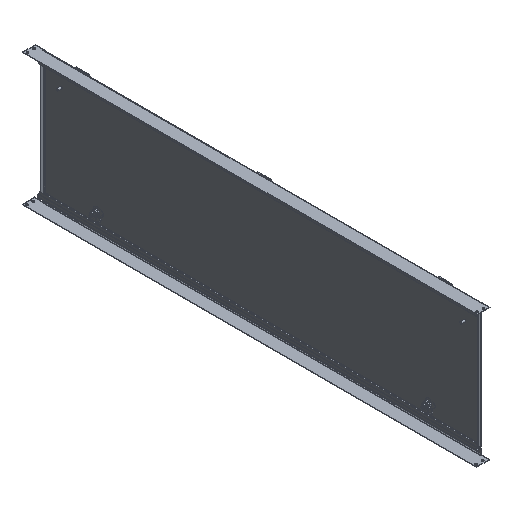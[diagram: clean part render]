
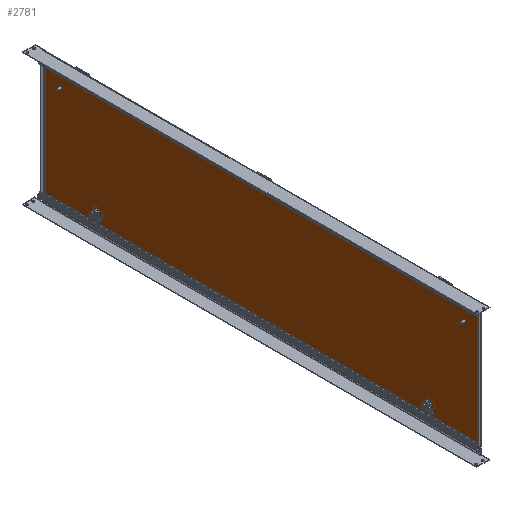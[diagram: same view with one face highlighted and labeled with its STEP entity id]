
A CAD part, isometric view. The second image highlights one B-rep face of the part: STEP entity #2781.
In plain terms, the highlighted planar face has unit normal (-1, 0, 0).
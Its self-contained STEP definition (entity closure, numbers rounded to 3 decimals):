
#899=FACE_BOUND('',#5487,.T.);
#900=FACE_BOUND('',#5488,.T.);
#901=FACE_BOUND('',#5489,.T.);
#902=FACE_BOUND('',#5490,.T.);
#903=FACE_BOUND('',#5491,.T.);
#904=FACE_BOUND('',#5492,.T.);
#905=FACE_BOUND('',#5493,.T.);
#906=FACE_BOUND('',#5494,.T.);
#907=FACE_BOUND('',#5495,.T.);
#2781=ADVANCED_FACE('F68',(#899,#900,#901,#902,#903,#904,#905,#906,#907),
#3616,.T.);
#3616=PLANE('',#19285);
#5487=EDGE_LOOP('',(#9346,#9347,#9348,#9349));
#5488=EDGE_LOOP('',(#9350));
#5489=EDGE_LOOP('',(#9351));
#5490=EDGE_LOOP('',(#9352));
#5491=EDGE_LOOP('',(#9353));
#5492=EDGE_LOOP('',(#9354));
#5493=EDGE_LOOP('',(#9355));
#5494=EDGE_LOOP('',(#9356,#9357,#9358,#9359,#9360,#9361,#9362,#9363));
#5495=EDGE_LOOP('',(#9364,#9365,#9366,#9367,#9368,#9369,#9370,#9371));
#6251=CIRCLE('',#19214,11.25);
#6253=CIRCLE('',#19218,11.25);
#6255=CIRCLE('',#19222,11.25);
#6257=CIRCLE('',#19226,11.25);
#6259=CIRCLE('',#19229,11.25);
#6261=CIRCLE('',#19233,11.25);
#6263=CIRCLE('',#19237,11.25);
#6265=CIRCLE('',#19241,11.25);
#6267=CIRCLE('',#19245,3.5);
#6269=CIRCLE('',#19248,3.5);
#6271=CIRCLE('',#19251,3.5);
#6273=CIRCLE('',#19254,3.5);
#6275=CIRCLE('',#19257,3.5);
#6277=CIRCLE('',#19260,3.5);
#9346=ORIENTED_EDGE('',*,*,#14509,.T.);
#9347=ORIENTED_EDGE('',*,*,#14691,.T.);
#9348=ORIENTED_EDGE('',*,*,#14513,.T.);
#9349=ORIENTED_EDGE('',*,*,#14545,.T.);
#9350=ORIENTED_EDGE('',*,*,#14659,.F.);
#9351=ORIENTED_EDGE('',*,*,#14656,.F.);
#9352=ORIENTED_EDGE('',*,*,#14653,.F.);
#9353=ORIENTED_EDGE('',*,*,#14650,.F.);
#9354=ORIENTED_EDGE('',*,*,#14647,.F.);
#9355=ORIENTED_EDGE('',*,*,#14644,.F.);
#9356=ORIENTED_EDGE('',*,*,#14621,.F.);
#9357=ORIENTED_EDGE('',*,*,#14624,.F.);
#9358=ORIENTED_EDGE('',*,*,#14627,.F.);
#9359=ORIENTED_EDGE('',*,*,#14630,.F.);
#9360=ORIENTED_EDGE('',*,*,#14633,.F.);
#9361=ORIENTED_EDGE('',*,*,#14636,.F.);
#9362=ORIENTED_EDGE('',*,*,#14639,.F.);
#9363=ORIENTED_EDGE('',*,*,#14641,.F.);
#9364=ORIENTED_EDGE('',*,*,#14597,.F.);
#9365=ORIENTED_EDGE('',*,*,#14600,.F.);
#9366=ORIENTED_EDGE('',*,*,#14603,.F.);
#9367=ORIENTED_EDGE('',*,*,#14606,.F.);
#9368=ORIENTED_EDGE('',*,*,#14609,.F.);
#9369=ORIENTED_EDGE('',*,*,#14612,.F.);
#9370=ORIENTED_EDGE('',*,*,#14615,.F.);
#9371=ORIENTED_EDGE('',*,*,#14617,.F.);
#12394=VERTEX_POINT('',#27640);
#12395=VERTEX_POINT('',#27642);
#12398=VERTEX_POINT('',#27649);
#12399=VERTEX_POINT('',#27651);
#12461=VERTEX_POINT('',#27823);
#12464=VERTEX_POINT('',#27828);
#12466=VERTEX_POINT('',#27834);
#12468=VERTEX_POINT('',#27840);
#12470=VERTEX_POINT('',#27846);
#12472=VERTEX_POINT('',#27852);
#12474=VERTEX_POINT('',#27858);
#12476=VERTEX_POINT('',#27864);
#12477=VERTEX_POINT('',#27871);
#12480=VERTEX_POINT('',#27876);
#12482=VERTEX_POINT('',#27882);
#12484=VERTEX_POINT('',#27888);
#12486=VERTEX_POINT('',#27894);
#12488=VERTEX_POINT('',#27900);
#12490=VERTEX_POINT('',#27906);
#12492=VERTEX_POINT('',#27912);
#12494=VERTEX_POINT('',#27921);
#12496=VERTEX_POINT('',#27927);
#12498=VERTEX_POINT('',#27933);
#12500=VERTEX_POINT('',#27939);
#12502=VERTEX_POINT('',#27945);
#12504=VERTEX_POINT('',#27951);
#14509=EDGE_CURVE('E201',#12395,#12394,#16559,.T.);
#14513=EDGE_CURVE('E203',#12399,#12398,#16562,.T.);
#14545=EDGE_CURVE('E204',#12398,#12395,#16586,.T.);
#14597=EDGE_CURVE('E108',#12464,#12461,#16624,.T.);
#14600=EDGE_CURVE('E111',#12466,#12464,#6251,.T.);
#14603=EDGE_CURVE('E114',#12468,#12466,#16628,.T.);
#14606=EDGE_CURVE('E117',#12470,#12468,#6253,.T.);
#14609=EDGE_CURVE('E120',#12472,#12470,#16632,.T.);
#14612=EDGE_CURVE('E123',#12474,#12472,#6255,.T.);
#14615=EDGE_CURVE('E126',#12476,#12474,#16636,.T.);
#14617=EDGE_CURVE('E128',#12461,#12476,#6257,.T.);
#14621=EDGE_CURVE('E84',#12480,#12477,#6259,.T.);
#14624=EDGE_CURVE('E87',#12482,#12480,#16641,.T.);
#14627=EDGE_CURVE('E90',#12484,#12482,#6261,.T.);
#14630=EDGE_CURVE('E93',#12486,#12484,#16645,.T.);
#14633=EDGE_CURVE('E96',#12488,#12486,#6263,.T.);
#14636=EDGE_CURVE('E99',#12490,#12488,#16649,.T.);
#14639=EDGE_CURVE('E102',#12492,#12490,#6265,.T.);
#14641=EDGE_CURVE('E104',#12477,#12492,#16652,.T.);
#14644=EDGE_CURVE('E80',#12494,#12494,#6267,.T.);
#14647=EDGE_CURVE('E77',#12496,#12496,#6269,.T.);
#14650=EDGE_CURVE('E74',#12498,#12498,#6271,.T.);
#14653=EDGE_CURVE('E71',#12500,#12500,#6273,.T.);
#14656=EDGE_CURVE('E68',#12502,#12502,#6275,.T.);
#14659=EDGE_CURVE('E65',#12504,#12504,#6277,.T.);
#14691=EDGE_CURVE('E202',#12394,#12399,#16683,.T.);
#16559=LINE('',#27641,#17820);
#16562=LINE('',#27650,#17823);
#16586=LINE('',#27713,#17847);
#16624=LINE('',#27829,#17885);
#16628=LINE('',#27841,#17889);
#16632=LINE('',#27853,#17893);
#16636=LINE('',#27865,#17897);
#16641=LINE('',#27883,#17902);
#16645=LINE('',#27895,#17906);
#16649=LINE('',#27907,#17910);
#16652=LINE('',#27916,#17913);
#16683=LINE('',#28013,#17944);
#17820=VECTOR('',#22264,1.);
#17823=VECTOR('',#22271,1.);
#17847=VECTOR('',#22321,1.);
#17885=VECTOR('',#22407,1.);
#17889=VECTOR('',#22419,1.);
#17893=VECTOR('',#22431,1.);
#17897=VECTOR('',#22443,1.);
#17902=VECTOR('',#22462,1.);
#17906=VECTOR('',#22474,1.);
#17910=VECTOR('',#22486,1.);
#17913=VECTOR('',#22497,1.);
#17944=VECTOR('',#22612,1.);
#19214=AXIS2_PLACEMENT_3D('',#27835,#22413,#22414);
#19218=AXIS2_PLACEMENT_3D('',#27847,#22425,#22426);
#19222=AXIS2_PLACEMENT_3D('',#27859,#22437,#22438);
#19226=AXIS2_PLACEMENT_3D('',#27868,#22448,#22449);
#19229=AXIS2_PLACEMENT_3D('',#27877,#22456,#22457);
#19233=AXIS2_PLACEMENT_3D('',#27889,#22468,#22469);
#19237=AXIS2_PLACEMENT_3D('',#27901,#22480,#22481);
#19241=AXIS2_PLACEMENT_3D('',#27913,#22492,#22493);
#19245=AXIS2_PLACEMENT_3D('',#27922,#22503,#22504);
#19248=AXIS2_PLACEMENT_3D('',#27928,#22510,#22511);
#19251=AXIS2_PLACEMENT_3D('',#27934,#22517,#22518);
#19254=AXIS2_PLACEMENT_3D('',#27940,#22524,#22525);
#19257=AXIS2_PLACEMENT_3D('',#27946,#22531,#22532);
#19260=AXIS2_PLACEMENT_3D('',#27952,#22538,#22539);
#19285=AXIS2_PLACEMENT_3D('',#28014,#22613,#22614);
#22264=DIRECTION('',(0.,0.,1.));
#22271=DIRECTION('',(0.,0.,-1.));
#22321=DIRECTION('',(0.,-1.,0.));
#22407=DIRECTION('',(0.,0.,1.));
#22413=DIRECTION('',(-1.,0.,0.));
#22414=DIRECTION('',(0.,0.,1.));
#22419=DIRECTION('',(0.,-1.,0.));
#22425=DIRECTION('',(-1.,0.,0.));
#22426=DIRECTION('',(0.,0.,1.));
#22431=DIRECTION('',(0.,0.,-1.));
#22437=DIRECTION('',(-1.,0.,0.));
#22438=DIRECTION('',(0.,-1.,0.));
#22443=DIRECTION('',(0.,1.,0.));
#22448=DIRECTION('',(-1.,0.,0.));
#22449=DIRECTION('',(0.,0.,1.));
#22456=DIRECTION('',(-1.,0.,0.));
#22457=DIRECTION('',(0.,0.,1.));
#22462=DIRECTION('',(0.,-1.,0.));
#22468=DIRECTION('',(-1.,0.,0.));
#22469=DIRECTION('',(0.,0.,1.));
#22474=DIRECTION('',(0.,0.,-1.));
#22480=DIRECTION('',(-1.,0.,0.));
#22481=DIRECTION('',(0.,0.,1.));
#22486=DIRECTION('',(0.,1.,0.));
#22492=DIRECTION('',(-1.,0.,0.));
#22493=DIRECTION('',(0.,0.,1.));
#22497=DIRECTION('',(0.,0.,1.));
#22503=DIRECTION('',(-1.,0.,0.));
#22504=DIRECTION('',(0.,0.,1.));
#22510=DIRECTION('',(-1.,0.,0.));
#22511=DIRECTION('',(0.,0.,1.));
#22517=DIRECTION('',(-1.,0.,0.));
#22518=DIRECTION('',(0.,0.,1.));
#22524=DIRECTION('',(-1.,0.,0.));
#22525=DIRECTION('',(0.,0.,1.));
#22531=DIRECTION('',(-1.,0.,0.));
#22532=DIRECTION('',(0.,0.,1.));
#22538=DIRECTION('',(-1.,0.,0.));
#22539=DIRECTION('',(0.,0.,1.));
#22612=DIRECTION('',(0.,1.,0.));
#22613=DIRECTION('',(-1.,0.,0.));
#22614=DIRECTION('',(0.,0.,-1.));
#27640=CARTESIAN_POINT('',(537.169,-2364.256,-223.627));
#27641=CARTESIAN_POINT('',(537.169,-2364.256,-199.627));
#27642=CARTESIAN_POINT('',(537.169,-2364.256,-670.627));
#27649=CARTESIAN_POINT('',(537.169,-681.256,-670.627));
#27650=CARTESIAN_POINT('',(537.169,-681.256,-692.977));
#27651=CARTESIAN_POINT('',(537.169,-681.256,-223.627));
#27713=CARTESIAN_POINT('',(537.169,-2558.406,-670.627));
#27823=CARTESIAN_POINT('',(537.169,-2172.806,-628.071));
#27828=CARTESIAN_POINT('',(537.169,-2172.806,-638.183));
#27829=CARTESIAN_POINT('',(537.169,-2172.806,-633.127));
#27834=CARTESIAN_POINT('',(537.169,-2167.812,-643.177));
#27835=CARTESIAN_POINT('',(537.169,-2162.756,-633.127));
#27840=CARTESIAN_POINT('',(537.169,-2157.701,-643.177));
#27841=CARTESIAN_POINT('',(537.169,-2162.756,-643.177));
#27846=CARTESIAN_POINT('',(537.169,-2152.706,-638.183));
#27847=CARTESIAN_POINT('',(537.169,-2162.756,-633.127));
#27852=CARTESIAN_POINT('',(537.169,-2152.706,-628.071));
#27853=CARTESIAN_POINT('',(537.169,-2152.706,-633.127));
#27858=CARTESIAN_POINT('',(537.169,-2157.701,-623.077));
#27859=CARTESIAN_POINT('',(537.169,-2162.756,-633.127));
#27864=CARTESIAN_POINT('',(537.169,-2167.812,-623.077));
#27865=CARTESIAN_POINT('',(537.169,-2162.756,-623.077));
#27868=CARTESIAN_POINT('',(537.169,-2162.756,-633.127));
#27871=CARTESIAN_POINT('',(537.169,-892.806,-638.183));
#27876=CARTESIAN_POINT('',(537.169,-887.812,-643.177));
#27877=CARTESIAN_POINT('',(537.169,-882.756,-633.127));
#27882=CARTESIAN_POINT('',(537.169,-877.701,-643.177));
#27883=CARTESIAN_POINT('',(537.169,-882.756,-643.177));
#27888=CARTESIAN_POINT('',(537.169,-872.706,-638.183));
#27889=CARTESIAN_POINT('',(537.169,-882.756,-633.127));
#27894=CARTESIAN_POINT('',(537.169,-872.706,-628.071));
#27895=CARTESIAN_POINT('',(537.169,-872.706,-633.127));
#27900=CARTESIAN_POINT('',(537.169,-877.701,-623.077));
#27901=CARTESIAN_POINT('',(537.169,-882.756,-633.127));
#27906=CARTESIAN_POINT('',(537.169,-887.812,-623.077));
#27907=CARTESIAN_POINT('',(537.169,-882.756,-623.077));
#27912=CARTESIAN_POINT('',(537.169,-892.806,-628.071));
#27913=CARTESIAN_POINT('',(537.169,-882.756,-633.127));
#27916=CARTESIAN_POINT('',(537.169,-892.806,-633.127));
#27921=CARTESIAN_POINT('',(537.169,-2237.756,-229.627));
#27922=CARTESIAN_POINT('',(537.169,-2237.756,-233.127));
#27927=CARTESIAN_POINT('',(537.169,-2207.756,-229.627));
#27928=CARTESIAN_POINT('',(537.169,-2207.756,-233.127));
#27933=CARTESIAN_POINT('',(537.169,-1507.756,-229.627));
#27934=CARTESIAN_POINT('',(537.169,-1507.756,-233.127));
#27939=CARTESIAN_POINT('',(537.169,-1537.756,-229.627));
#27940=CARTESIAN_POINT('',(537.169,-1537.756,-233.127));
#27945=CARTESIAN_POINT('',(537.169,-807.756,-229.627));
#27946=CARTESIAN_POINT('',(537.169,-807.756,-233.127));
#27951=CARTESIAN_POINT('',(537.169,-837.756,-229.627));
#27952=CARTESIAN_POINT('',(537.169,-837.756,-233.127));
#28013=CARTESIAN_POINT('',(537.169,-2558.406,-223.627));
#28014=CARTESIAN_POINT('',(537.169,-2558.406,-692.977));
